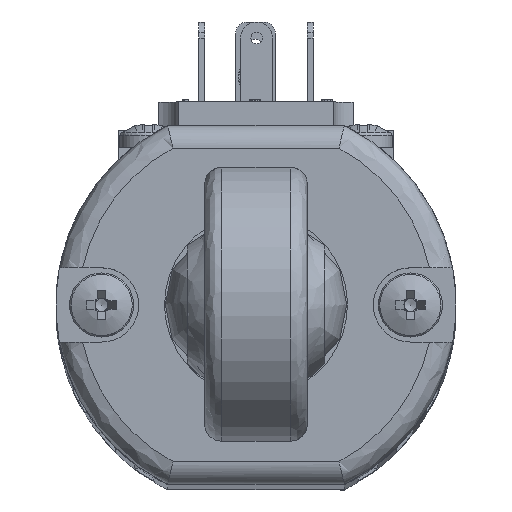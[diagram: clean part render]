
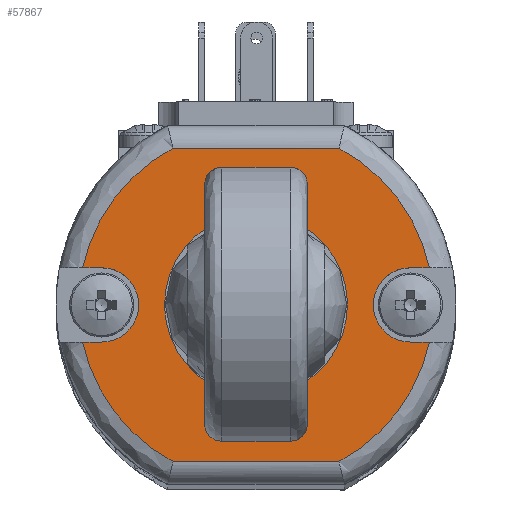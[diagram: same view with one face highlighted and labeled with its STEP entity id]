
A CAD part, top view. The second image highlights one B-rep face of the part: STEP entity #57867.
In plain terms, the highlighted planar face has unit normal (0, 0, 1).
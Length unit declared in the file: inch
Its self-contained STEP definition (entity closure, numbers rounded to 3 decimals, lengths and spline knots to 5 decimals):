
#699 = CARTESIAN_POINT ( 'NONE',  ( -0.59667, 0.12795, 10. ) ) ;
#1234 = EDGE_CURVE ( 'NONE', #25621, #53770, #16201, .T. ) ;
#1625 = DIRECTION ( 'NONE',  ( 1., 0., 0. ) ) ;
#2061 = DIRECTION ( 'NONE',  ( 0., 0., -1. ) ) ;
#2191 = VECTOR ( 'NONE', #37574, 39.37008 ) ;
#3625 = VERTEX_POINT ( 'NONE', #26106 ) ;
#3698 = LINE ( 'NONE', #8312, #45344 ) ;
#3755 = ORIENTED_EDGE ( 'NONE', *, *, #50835, .T. ) ;
#4053 = EDGE_CURVE ( 'NONE', #13793, #3625, #26196, .T. ) ;
#5391 = CARTESIAN_POINT ( 'NONE',  ( 0.44755, 0.45358, 10. ) ) ;
#6704 = ORIENTED_EDGE ( 'NONE', *, *, #61622, .T. ) ;
#6810 = ORIENTED_EDGE ( 'NONE', *, *, #1234, .F. ) ;
#7157 = CARTESIAN_POINT ( 'NONE',  ( 0.59667, -0.12795, 10. ) ) ;
#7316 = CARTESIAN_POINT ( 'NONE',  ( -0.28543, -0.53937, 10. ) ) ;
#7646 = DIRECTION ( 'NONE',  ( 1., 0., 0. ) ) ;
#7792 = CARTESIAN_POINT ( 'NONE',  ( 0.30435, 0.53937, 10. ) ) ;
#8312 = CARTESIAN_POINT ( 'NONE',  ( 0.5315, 0.12795, 10. ) ) ;
#8399 = CARTESIAN_POINT ( 'NONE',  ( -0.28543, 0.53937, 10. ) ) ;
#8460 = CARTESIAN_POINT ( 'NONE',  ( -0.28543, 0.53937, 10. ) ) ;
#9226 = EDGE_CURVE ( 'NONE', #49785, #18292, #49061, .T. ) ;
#11068 = LINE ( 'NONE', #12053, #61956 ) ;
#11448 = VERTEX_POINT ( 'NONE', #42499 ) ;
#12053 = CARTESIAN_POINT ( 'NONE',  ( 0.76257, -0.12795, 10. ) ) ;
#13042 = EDGE_CURVE ( 'NONE', #13793, #11448, #3698, .T. ) ;
#13398 = CARTESIAN_POINT ( 'NONE',  ( -0.59667, -0.12795, 10. ) ) ;
#13793 = VERTEX_POINT ( 'NONE', #32519 ) ;
#14757 =( BOUNDED_CURVE ( )  B_SPLINE_CURVE ( 3, ( #7316, #17169, #62916, #37098 ),
 .UNSPECIFIED., .F., .F. ) 
 B_SPLINE_CURVE_WITH_KNOTS ( ( 4, 4 ),
 ( 0., 1. ),
 .UNSPECIFIED. ) 
 CURVE ( )  GEOMETRIC_REPRESENTATION_ITEM ( )  RATIONAL_B_SPLINE_CURVE ( ( 1., 0.938, 0.938, 1. ) ) 
 REPRESENTATION_ITEM ( '' )  );
#14900 = EDGE_CURVE ( 'NONE', #31530, #3625, #11068, .T. ) ;
#16201 = LINE ( 'NONE', #24816, #50840 ) ;
#16304 = ORIENTED_EDGE ( 'NONE', *, *, #39529, .F. ) ;
#16875 = VERTEX_POINT ( 'NONE', #53055 ) ;
#16969 = ORIENTED_EDGE ( 'NONE', *, *, #34262, .F. ) ;
#17169 = CARTESIAN_POINT ( 'NONE',  ( -0.44755, -0.45358, 10. ) ) ;
#17237 = ORIENTED_EDGE ( 'NONE', *, *, #9226, .F. ) ;
#18292 = VERTEX_POINT ( 'NONE', #8460 ) ;
#19832 = CARTESIAN_POINT ( 'NONE',  ( 0.55821, 0.3073, 10. ) ) ;
#20215 = VERTEX_POINT ( 'NONE', #35576 ) ;
#20238 = AXIS2_PLACEMENT_3D ( 'NONE', #58283, #61716, #7646 ) ;
#21339 = EDGE_CURVE ( 'NONE', #43971, #21781, #40112, .T. ) ;
#21781 = VERTEX_POINT ( 'NONE', #32143 ) ;
#23876 = CARTESIAN_POINT ( 'NONE',  ( -0.59667, 0.12795, 10. ) ) ;
#23938 = EDGE_LOOP ( 'NONE', ( #52536 ) ) ;
#24050 = CARTESIAN_POINT ( 'NONE',  ( -0.5315, -0.12795, 10. ) ) ;
#24816 = CARTESIAN_POINT ( 'NONE',  ( 0.30435, -0.53937, 10. ) ) ;
#25310 = ORIENTED_EDGE ( 'NONE', *, *, #65062, .F. ) ;
#25471 = ORIENTED_EDGE ( 'NONE', *, *, #13042, .T. ) ;
#25621 = VERTEX_POINT ( 'NONE', #26774 ) ;
#25770 = FACE_BOUND ( 'NONE', #23938, .T. ) ;
#25895 = CIRCLE ( 'NONE', #31116, 0.25591 ) ;
#25939 = EDGE_LOOP ( 'NONE', ( #31748, #27219, #25471, #58490, #16304, #17237, #3755, #52071, #6704, #16969, #6810, #25310 ) ) ;
#25983 = CARTESIAN_POINT ( 'NONE',  ( 0., 0., 10. ) ) ;
#26106 = CARTESIAN_POINT ( 'NONE',  ( 0.5315, -0.12795, 10. ) ) ;
#26196 = CIRCLE ( 'NONE', #27221, 0.12795 ) ;
#26373 = CARTESIAN_POINT ( 'NONE',  ( 0.28543, 0.53937, 10. ) ) ;
#26774 = CARTESIAN_POINT ( 'NONE',  ( 0.28543, -0.53937, 10. ) ) ;
#27219 = ORIENTED_EDGE ( 'NONE', *, *, #4053, .F. ) ;
#27221 = AXIS2_PLACEMENT_3D ( 'NONE', #34053, #49184, #38955 ) ;
#27369 = CARTESIAN_POINT ( 'NONE',  ( 0., 0., 10. ) ) ;
#27466 = DIRECTION ( 'NONE',  ( -1., 0., 0. ) ) ;
#27514 = CARTESIAN_POINT ( 'NONE',  ( 0.55821, -0.3073, 10. ) ) ;
#27838 = DIRECTION ( 'NONE',  ( 1., 0., 0. ) ) ;
#28043 = DIRECTION ( 'NONE',  ( 1., 0., 0. ) ) ;
#31116 = AXIS2_PLACEMENT_3D ( 'NONE', #25983, #51903, #1625 ) ;
#31530 = VERTEX_POINT ( 'NONE', #43807 ) ;
#31748 = ORIENTED_EDGE ( 'NONE', *, *, #14900, .T. ) ;
#32143 = CARTESIAN_POINT ( 'NONE',  ( -0.5315, 0.12795, 10. ) ) ;
#32317 = AXIS2_PLACEMENT_3D ( 'NONE', #27369, #2061, #47338 ) ;
#32519 = CARTESIAN_POINT ( 'NONE',  ( 0.5315, 0.12795, 10. ) ) ;
#33148 =( BOUNDED_CURVE ( )  B_SPLINE_CURVE ( 3, ( #26373, #5391, #19832, #39814 ),
 .UNSPECIFIED., .F., .F. ) 
 B_SPLINE_CURVE_WITH_KNOTS ( ( 4, 4 ),
 ( 0., 1. ),
 .UNSPECIFIED. ) 
 CURVE ( )  GEOMETRIC_REPRESENTATION_ITEM ( )  RATIONAL_B_SPLINE_CURVE ( ( 1., 0.938, 0.938, 1. ) ) 
 REPRESENTATION_ITEM ( '' )  );
#33307 = EDGE_CURVE ( 'NONE', #16875, #11448, #33148, .T. ) ;
#34053 = CARTESIAN_POINT ( 'NONE',  ( 0.5315, 0., 10. ) ) ;
#34063 =( BOUNDED_CURVE ( )  B_SPLINE_CURVE ( 3, ( #7157, #27514, #61766, #37596 ),
 .UNSPECIFIED., .F., .F. ) 
 B_SPLINE_CURVE_WITH_KNOTS ( ( 4, 4 ),
 ( 0., 1. ),
 .UNSPECIFIED. ) 
 CURVE ( )  GEOMETRIC_REPRESENTATION_ITEM ( )  RATIONAL_B_SPLINE_CURVE ( ( 1., 0.938, 0.938, 1. ) ) 
 REPRESENTATION_ITEM ( '' )  );
#34262 = EDGE_CURVE ( 'NONE', #53770, #63268, #14757, .T. ) ;
#35576 = CARTESIAN_POINT ( 'NONE',  ( 0.25591, 0., 10. ) ) ;
#36148 = CARTESIAN_POINT ( 'NONE',  ( -0.28543, -0.53937, 10. ) ) ;
#36167 = DIRECTION ( 'NONE',  ( -1., 0., 0. ) ) ;
#36463 = VECTOR ( 'NONE', #37958, 39.37008 ) ;
#37098 = CARTESIAN_POINT ( 'NONE',  ( -0.59667, -0.12795, 10. ) ) ;
#37574 = DIRECTION ( 'NONE',  ( -1., 0., 0. ) ) ;
#37596 = CARTESIAN_POINT ( 'NONE',  ( 0.28543, -0.53937, 10. ) ) ;
#37958 = DIRECTION ( 'NONE',  ( 1., 0., 0. ) ) ;
#38572 = CARTESIAN_POINT ( 'NONE',  ( -0.76257, -0.12795, 10. ) ) ;
#38955 = DIRECTION ( 'NONE',  ( 1., 0., 0. ) ) ;
#39529 = EDGE_CURVE ( 'NONE', #18292, #16875, #58083, .T. ) ;
#39814 = CARTESIAN_POINT ( 'NONE',  ( 0.59667, 0.12795, 10. ) ) ;
#40112 = CIRCLE ( 'NONE', #20238, 0.12795 ) ;
#42499 = CARTESIAN_POINT ( 'NONE',  ( 0.59667, 0.12795, 10. ) ) ;
#43241 = CARTESIAN_POINT ( 'NONE',  ( -0.5315, 0.12795, 10. ) ) ;
#43807 = CARTESIAN_POINT ( 'NONE',  ( 0.59667, -0.12795, 10. ) ) ;
#43971 = VERTEX_POINT ( 'NONE', #24050 ) ;
#44509 = CARTESIAN_POINT ( 'NONE',  ( -0.44755, 0.45358, 10. ) ) ;
#45344 = VECTOR ( 'NONE', #28043, 39.37008 ) ;
#45747 = FACE_OUTER_BOUND ( 'NONE', #25939, .T. ) ;
#46372 = PLANE ( 'NONE',  #32317 ) ;
#47338 = DIRECTION ( 'NONE',  ( -1., 0., 0. ) ) ;
#49061 =( BOUNDED_CURVE ( )  B_SPLINE_CURVE ( 3, ( #23876, #53456, #44509, #8399 ),
 .UNSPECIFIED., .F., .F. ) 
 B_SPLINE_CURVE_WITH_KNOTS ( ( 4, 4 ),
 ( 0., 1. ),
 .UNSPECIFIED. ) 
 CURVE ( )  GEOMETRIC_REPRESENTATION_ITEM ( )  RATIONAL_B_SPLINE_CURVE ( ( 1., 0.938, 0.938, 1. ) ) 
 REPRESENTATION_ITEM ( '' )  );
#49184 = DIRECTION ( 'NONE',  ( 0., 0., 1. ) ) ;
#49785 = VERTEX_POINT ( 'NONE', #699 ) ;
#50402 = VECTOR ( 'NONE', #27838, 39.37008 ) ;
#50835 = EDGE_CURVE ( 'NONE', #49785, #21781, #58805, .T. ) ;
#50840 = VECTOR ( 'NONE', #36167, 39.37008 ) ;
#51903 = DIRECTION ( 'NONE',  ( 0., 0., -1. ) ) ;
#52071 = ORIENTED_EDGE ( 'NONE', *, *, #21339, .F. ) ;
#52536 = ORIENTED_EDGE ( 'NONE', *, *, #56217, .T. ) ;
#53055 = CARTESIAN_POINT ( 'NONE',  ( 0.28543, 0.53937, 10. ) ) ;
#53456 = CARTESIAN_POINT ( 'NONE',  ( -0.55821, 0.3073, 10. ) ) ;
#53770 = VERTEX_POINT ( 'NONE', #36148 ) ;
#56217 = EDGE_CURVE ( 'NONE', #20215, #20215, #25895, .T. ) ;
#57867 = ADVANCED_FACE ( 'NONE', ( #25770, #45747 ), #46372, .F. ) ;
#58083 = LINE ( 'NONE', #7792, #50402 ) ;
#58283 = CARTESIAN_POINT ( 'NONE',  ( -0.5315, 0., 10. ) ) ;
#58490 = ORIENTED_EDGE ( 'NONE', *, *, #33307, .F. ) ;
#58805 = LINE ( 'NONE', #43241, #36463 ) ;
#61622 = EDGE_CURVE ( 'NONE', #43971, #63268, #63060, .T. ) ;
#61716 = DIRECTION ( 'NONE',  ( 0., 0., 1. ) ) ;
#61766 = CARTESIAN_POINT ( 'NONE',  ( 0.44755, -0.45358, 10. ) ) ;
#61956 = VECTOR ( 'NONE', #27466, 39.37008 ) ;
#62916 = CARTESIAN_POINT ( 'NONE',  ( -0.55821, -0.3073, 10. ) ) ;
#63060 = LINE ( 'NONE', #38572, #2191 ) ;
#63268 = VERTEX_POINT ( 'NONE', #13398 ) ;
#65062 = EDGE_CURVE ( 'NONE', #31530, #25621, #34063, .T. ) ;
